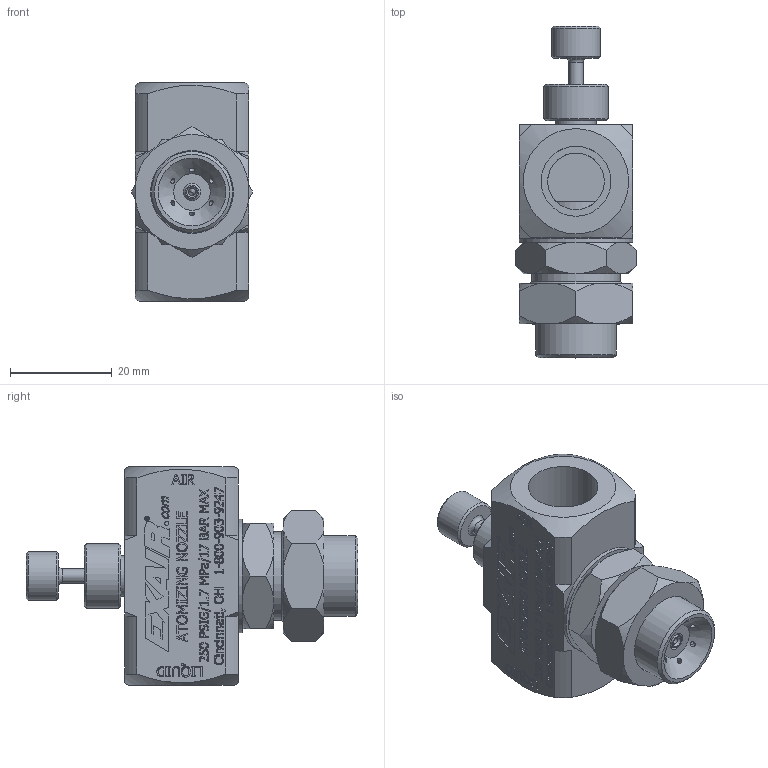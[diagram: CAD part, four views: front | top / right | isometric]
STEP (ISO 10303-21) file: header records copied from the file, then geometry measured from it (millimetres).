
FILE_DESCRIPTION((''),'2;1');
FILE_NAME('ER1040SS ASSEMBLED.stp','2012-02-09T09:18:18',('Ryan Longshore'),(''),'Autodesk Inventor 2012','Autodesk Inventor 2012','');
FILE_SCHEMA(('AUTOMOTIVE_DESIGN { 1 0 10303 214 1 1 1 1 }'));
Length unit declared in the file: inch
Products named in the file (9): ER1040SS ASSEMBLED; 901125; 901130; AS 568 AxialInternal Pressure DASH # 011; 901133-40; 901203-R20; 901135; 901136; 901137
Assembly tree (8 placements, depth 2):
  ER1040SS ASSEMBLED
    901125
    901130
    AS 568 AxialInternal Pressure DASH # 011
    901133-40
    901203-R20
    901135
    901136
    901137
Bounding box: 23.83 x 65.09 x 42.86 mm (x, y, z)
Volume: 23454.6 mm3; surface area: 15099.1 mm2
Topology: 8 solids, 8 shells, 1426 faces, 3827 edges, 2538 vertices
Faces by surface type: plane 839, bspline 444, cone 70, cylinder 70, torus 3
Full cylindrical faces by diameter (mm): 1.016 x6, 1.511 x1, 2.057 x3, 2.362 x6, 2.381 x8, 2.515 x1, 2.794 x2, 3.429 x1, 3.556 x1, 4.143 x1, 4.166 x1, 4.775 x1, 5.556 x1, 7.937 x1, 7.938 x2, 9.525 x7, 10.16 x1, 11.113 x2, 12.7 x3, 13.462 x1, 13.64 x1, 13.716 x2, 15.875 x1, 16.256 x1, 17.277 x1, 17.399 x1, 17.463 x2, 19.05 x2, 22.225 x1
Entity records: 46662 total; most frequent: CARTESIAN_POINT 14395, ORIENTED_EDGE 7374, DIRECTION 4892, EDGE_CURVE 3687, VERTEX_POINT 2501, VECTOR 2496, LINE 2496, EDGE_LOOP 1702
